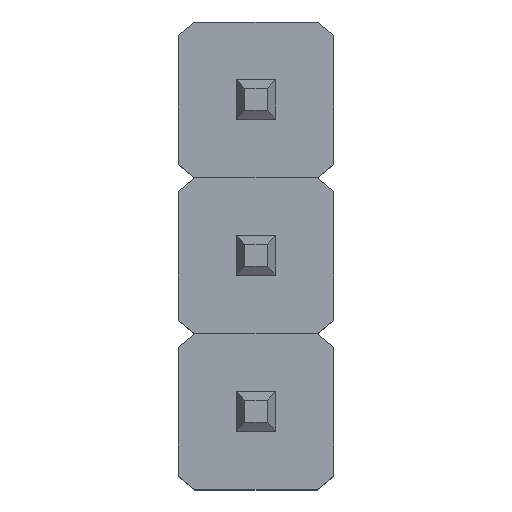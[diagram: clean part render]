
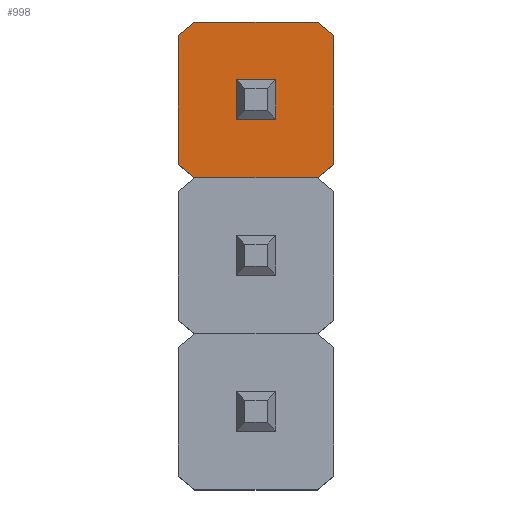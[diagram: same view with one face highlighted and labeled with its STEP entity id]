
A CAD part, top view. The second image highlights one B-rep face of the part: STEP entity #998.
In plain terms, the highlighted planar face has unit normal (0, 0, 1).
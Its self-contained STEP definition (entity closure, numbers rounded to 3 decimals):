
#5 = VERTEX_POINT ( 'NONE', #274 ) ;
#19 = LINE ( 'NONE', #1014, #799 ) ;
#21 = ORIENTED_EDGE ( 'NONE', *, *, #1280, .F. ) ;
#49 = LINE ( 'NONE', #627, #562 ) ;
#80 = VERTEX_POINT ( 'NONE', #760 ) ;
#96 = VERTEX_POINT ( 'NONE', #964 ) ;
#126 = EDGE_CURVE ( 'NONE', #80, #538, #307, .T. ) ;
#151 = VECTOR ( 'NONE', #727, 1000. ) ;
#153 = EDGE_CURVE ( 'NONE', #96, #80, #1090, .T. ) ;
#154 = AXIS2_PLACEMENT_3D ( 'NONE', #328, #933, #1115 ) ;
#170 = EDGE_CURVE ( 'NONE', #493, #651, #318, .T. ) ;
#175 = VECTOR ( 'NONE', #609, 1000. ) ;
#189 = EDGE_CURVE ( 'NONE', #435, #493, #415, .T. ) ;
#211 = EDGE_CURVE ( 'NONE', #1124, #435, #19, .T. ) ;
#216 = CARTESIAN_POINT ( 'NONE',  ( 1., -1.27, 5.54 ) ) ;
#222 = DIRECTION ( 'NONE',  ( 0., 1., 0. ) ) ;
#243 = CARTESIAN_POINT ( 'NONE',  ( 0.325, 0.325, 5.54 ) ) ;
#250 = EDGE_CURVE ( 'NONE', #467, #458, #829, .T. ) ;
#254 = ORIENTED_EDGE ( 'NONE', *, *, #673, .F. ) ;
#274 = CARTESIAN_POINT ( 'NONE',  ( -1.27, -1.05, 5.54 ) ) ;
#307 = LINE ( 'NONE', #907, #781 ) ;
#318 = LINE ( 'NONE', #622, #1086 ) ;
#328 = CARTESIAN_POINT ( 'NONE',  ( 0., 0., 5.54 ) ) ;
#374 = ORIENTED_EDGE ( 'NONE', *, *, #189, .F. ) ;
#386 = DIRECTION ( 'NONE',  ( 1., 0., 0. ) ) ;
#392 = CARTESIAN_POINT ( 'NONE',  ( -0.325, -0.325, 5.54 ) ) ;
#408 = DIRECTION ( 'NONE',  ( -1., 0., 0. ) ) ;
#414 = PLANE ( 'NONE',  #154 ) ;
#415 = LINE ( 'NONE', #1105, #151 ) ;
#417 = VECTOR ( 'NONE', #1240, 1000. ) ;
#435 = VERTEX_POINT ( 'NONE', #243 ) ;
#458 = VERTEX_POINT ( 'NONE', #1017 ) ;
#467 = VERTEX_POINT ( 'NONE', #1221 ) ;
#479 = EDGE_CURVE ( 'NONE', #538, #5, #49, .T. ) ;
#487 = EDGE_LOOP ( 'NONE', ( #593, #21, #254, #844, #1179, #623, #1162, #1108 ) ) ;
#493 = VERTEX_POINT ( 'NONE', #640 ) ;
#508 = LINE ( 'NONE', #904, #949 ) ;
#515 = DIRECTION ( 'NONE',  ( 1., 0., 0. ) ) ;
#522 = VECTOR ( 'NONE', #537, 1000. ) ;
#523 = CARTESIAN_POINT ( 'NONE',  ( 1.27, -1.05, 5.54 ) ) ;
#537 = DIRECTION ( 'NONE',  ( 0.775, 0.632, 0. ) ) ;
#538 = VERTEX_POINT ( 'NONE', #1166 ) ;
#562 = VECTOR ( 'NONE', #1029, 1000. ) ;
#573 = LINE ( 'NONE', #392, #1070 ) ;
#593 = ORIENTED_EDGE ( 'NONE', *, *, #250, .F. ) ;
#602 = DIRECTION ( 'NONE',  ( 0., -1., 0. ) ) ;
#606 = LINE ( 'NONE', #820, #1123 ) ;
#609 = DIRECTION ( 'NONE',  ( -0.775, -0.632, 0. ) ) ;
#622 = CARTESIAN_POINT ( 'NONE',  ( -0.325, 0.325, 5.54 ) ) ;
#623 = ORIENTED_EDGE ( 'NONE', *, *, #126, .F. ) ;
#627 = CARTESIAN_POINT ( 'NONE',  ( -1.27, -1.05, 5.54 ) ) ;
#634 = VECTOR ( 'NONE', #703, 1000. ) ;
#637 = CARTESIAN_POINT ( 'NONE',  ( 1.27, 1.05, 5.54 ) ) ;
#640 = CARTESIAN_POINT ( 'NONE',  ( -0.325, 0.325, 5.54 ) ) ;
#651 = VERTEX_POINT ( 'NONE', #863 ) ;
#660 = ORIENTED_EDGE ( 'NONE', *, *, #845, .F. ) ;
#673 = EDGE_CURVE ( 'NONE', #806, #1170, #836, .T. ) ;
#703 = DIRECTION ( 'NONE',  ( 0., -1., 0. ) ) ;
#716 = LINE ( 'NONE', #523, #634 ) ;
#727 = DIRECTION ( 'NONE',  ( -1., 0., 0. ) ) ;
#760 = CARTESIAN_POINT ( 'NONE',  ( 1., -1.27, 5.54 ) ) ;
#767 = CARTESIAN_POINT ( 'NONE',  ( -1., 1.27, 5.54 ) ) ;
#781 = VECTOR ( 'NONE', #408, 1000. ) ;
#799 = VECTOR ( 'NONE', #898, 1000. ) ;
#806 = VERTEX_POINT ( 'NONE', #981 ) ;
#815 = FACE_OUTER_BOUND ( 'NONE', #487, .T. ) ;
#820 = CARTESIAN_POINT ( 'NONE',  ( 1., 1.27, 5.54 ) ) ;
#829 = LINE ( 'NONE', #637, #417 ) ;
#836 = LINE ( 'NONE', #767, #522 ) ;
#844 = ORIENTED_EDGE ( 'NONE', *, *, #986, .F. ) ;
#845 = EDGE_CURVE ( 'NONE', #651, #1124, #573, .T. ) ;
#846 = ORIENTED_EDGE ( 'NONE', *, *, #170, .F. ) ;
#863 = CARTESIAN_POINT ( 'NONE',  ( -0.325, -0.325, 5.54 ) ) ;
#898 = DIRECTION ( 'NONE',  ( 0., 1., 0. ) ) ;
#904 = CARTESIAN_POINT ( 'NONE',  ( -1.27, 1.05, 5.54 ) ) ;
#907 = CARTESIAN_POINT ( 'NONE',  ( -1., -1.27, 5.54 ) ) ;
#933 = DIRECTION ( 'NONE',  ( 0., 0., 1. ) ) ;
#949 = VECTOR ( 'NONE', #222, 1000. ) ;
#958 = EDGE_LOOP ( 'NONE', ( #846, #374, #1096, #660 ) ) ;
#964 = CARTESIAN_POINT ( 'NONE',  ( 1.27, -1.05, 5.54 ) ) ;
#978 = CARTESIAN_POINT ( 'NONE',  ( -1., 1.27, 5.54 ) ) ;
#981 = CARTESIAN_POINT ( 'NONE',  ( -1.27, 1.05, 5.54 ) ) ;
#986 = EDGE_CURVE ( 'NONE', #5, #806, #508, .T. ) ;
#998 = ADVANCED_FACE ( 'NONE', ( #815, #1002 ), #414, .T. ) ;
#1002 = FACE_BOUND ( 'NONE', #958, .T. ) ;
#1014 = CARTESIAN_POINT ( 'NONE',  ( 0.325, 0.325, 5.54 ) ) ;
#1017 = CARTESIAN_POINT ( 'NONE',  ( 1.27, 1.05, 5.54 ) ) ;
#1029 = DIRECTION ( 'NONE',  ( -0.775, 0.632, 0. ) ) ;
#1070 = VECTOR ( 'NONE', #386, 1000. ) ;
#1086 = VECTOR ( 'NONE', #602, 1000. ) ;
#1090 = LINE ( 'NONE', #216, #175 ) ;
#1096 = ORIENTED_EDGE ( 'NONE', *, *, #211, .F. ) ;
#1105 = CARTESIAN_POINT ( 'NONE',  ( -0.325, 0.325, 5.54 ) ) ;
#1108 = ORIENTED_EDGE ( 'NONE', *, *, #1266, .F. ) ;
#1115 = DIRECTION ( 'NONE',  ( 1., 0., 0. ) ) ;
#1123 = VECTOR ( 'NONE', #515, 1000. ) ;
#1124 = VERTEX_POINT ( 'NONE', #1246 ) ;
#1162 = ORIENTED_EDGE ( 'NONE', *, *, #153, .F. ) ;
#1166 = CARTESIAN_POINT ( 'NONE',  ( -1., -1.27, 5.54 ) ) ;
#1170 = VERTEX_POINT ( 'NONE', #978 ) ;
#1179 = ORIENTED_EDGE ( 'NONE', *, *, #479, .F. ) ;
#1221 = CARTESIAN_POINT ( 'NONE',  ( 1., 1.27, 5.54 ) ) ;
#1240 = DIRECTION ( 'NONE',  ( 0.775, -0.632, 0. ) ) ;
#1246 = CARTESIAN_POINT ( 'NONE',  ( 0.325, -0.325, 5.54 ) ) ;
#1266 = EDGE_CURVE ( 'NONE', #458, #96, #716, .T. ) ;
#1280 = EDGE_CURVE ( 'NONE', #1170, #467, #606, .T. ) ;
